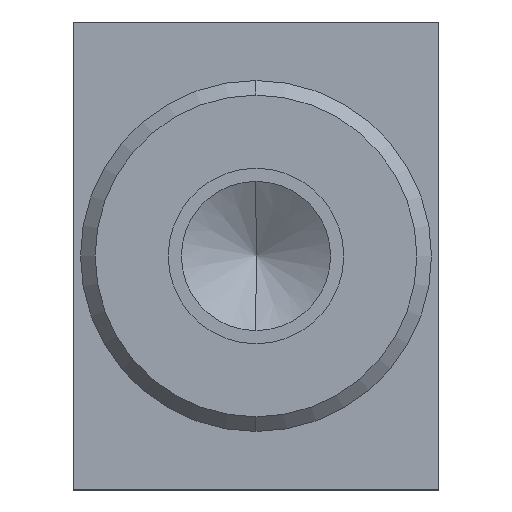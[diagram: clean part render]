
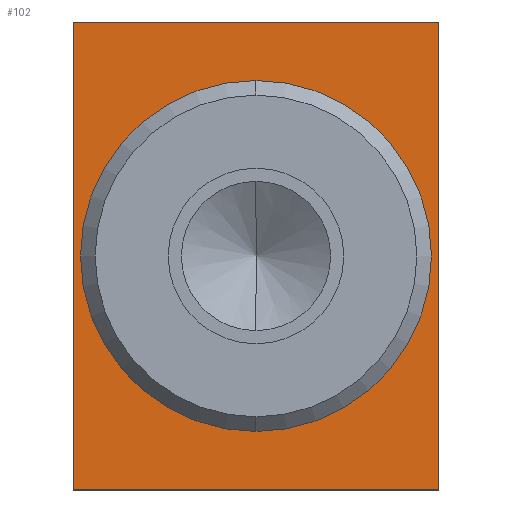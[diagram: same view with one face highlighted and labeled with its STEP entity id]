
A CAD part, left-side view. The second image highlights one B-rep face of the part: STEP entity #102.
In plain terms, the highlighted planar face has unit normal (-1, 0, 0).
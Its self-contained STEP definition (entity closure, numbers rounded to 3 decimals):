
#22 = CIRCLE ( 'NONE', #513, 12. ) ;
#31 = CIRCLE ( 'NONE', #445, 12. ) ;
#66 = EDGE_CURVE ( 'NONE', #130, #186, #607, .T. ) ;
#75 = EDGE_CURVE ( 'NONE', #167, #165, #22, .T. ) ;
#93 = EDGE_CURVE ( 'NONE', #180, #130, #659, .T. ) ;
#102 = ADVANCED_FACE ( 'NONE', ( #405, #381 ), #679, .F. ) ;
#108 = EDGE_CURVE ( 'NONE', #165, #167, #31, .T. ) ;
#111 = EDGE_CURVE ( 'NONE', #184, #186, #702, .T. ) ;
#115 = EDGE_CURVE ( 'NONE', #180, #184, #712, .T. ) ;
#130 = VERTEX_POINT ( 'NONE', #758 ) ;
#164 = EDGE_LOOP ( 'NONE', ( #248, #297 ) ) ;
#165 = VERTEX_POINT ( 'NONE', #759 ) ;
#167 = VERTEX_POINT ( 'NONE', #761 ) ;
#174 = EDGE_LOOP ( 'NONE', ( #214, #238, #257, #274 ) ) ;
#180 = VERTEX_POINT ( 'NONE', #773 ) ;
#184 = VERTEX_POINT ( 'NONE', #777 ) ;
#186 = VERTEX_POINT ( 'NONE', #779 ) ;
#214 = ORIENTED_EDGE ( 'NONE', *, *, #66, .T. ) ;
#238 = ORIENTED_EDGE ( 'NONE', *, *, #111, .F. ) ;
#248 = ORIENTED_EDGE ( 'NONE', *, *, #108, .T. ) ;
#257 = ORIENTED_EDGE ( 'NONE', *, *, #115, .F. ) ;
#274 = ORIENTED_EDGE ( 'NONE', *, *, #93, .T. ) ;
#297 = ORIENTED_EDGE ( 'NONE', *, *, #75, .T. ) ;
#381 = FACE_OUTER_BOUND ( 'NONE', #174, .T. ) ;
#395 = VECTOR ( 'NONE', #714, 1000. ) ;
#405 = FACE_BOUND ( 'NONE', #164, .T. ) ;
#432 = VECTOR ( 'NONE', #609, 1000. ) ;
#441 = VECTOR ( 'NONE', #704, 1000. ) ;
#445 = AXIS2_PLACEMENT_3D ( 'NONE', #692, #693, #694 ) ;
#457 = AXIS2_PLACEMENT_3D ( 'NONE', #686, #687, #688 ) ;
#469 = VECTOR ( 'NONE', #661, 1000. ) ;
#513 = AXIS2_PLACEMENT_3D ( 'NONE', #628, #629, #630 ) ;
#607 = LINE ( 'NONE', #608, #432 ) ;
#608 = CARTESIAN_POINT ( 'NONE',  ( -22., -12.5, -16. ) ) ;
#609 = DIRECTION ( 'NONE',  ( 0., 0., 1. ) ) ;
#628 = CARTESIAN_POINT ( 'NONE',  ( -22., 0., 0. ) ) ;
#629 = DIRECTION ( 'NONE',  ( 1., 0., 0. ) ) ;
#630 = DIRECTION ( 'NONE',  ( 0., 0., -1. ) ) ;
#659 = LINE ( 'NONE', #660, #469 ) ;
#660 = CARTESIAN_POINT ( 'NONE',  ( -22., 12.5, -16. ) ) ;
#661 = DIRECTION ( 'NONE',  ( 0., -1., 0. ) ) ;
#679 = PLANE ( 'NONE',  #457 ) ;
#686 = CARTESIAN_POINT ( 'NONE',  ( -22., 12.5, -16. ) ) ;
#687 = DIRECTION ( 'NONE',  ( 1., 0., 0. ) ) ;
#688 = DIRECTION ( 'NONE',  ( 0., 0., -1. ) ) ;
#692 = CARTESIAN_POINT ( 'NONE',  ( -22., 0., 0. ) ) ;
#693 = DIRECTION ( 'NONE',  ( 1., 0., 0. ) ) ;
#694 = DIRECTION ( 'NONE',  ( 0., 0., -1. ) ) ;
#702 = LINE ( 'NONE', #703, #441 ) ;
#703 = CARTESIAN_POINT ( 'NONE',  ( -22., 12.5, 16. ) ) ;
#704 = DIRECTION ( 'NONE',  ( 0., -1., 0. ) ) ;
#712 = LINE ( 'NONE', #713, #395 ) ;
#713 = CARTESIAN_POINT ( 'NONE',  ( -22., 12.5, -16. ) ) ;
#714 = DIRECTION ( 'NONE',  ( 0., 0., 1. ) ) ;
#758 = CARTESIAN_POINT ( 'NONE',  ( -22., -12.5, -16. ) ) ;
#759 = CARTESIAN_POINT ( 'NONE',  ( -22., 0., -12. ) ) ;
#761 = CARTESIAN_POINT ( 'NONE',  ( -22., 0., 12. ) ) ;
#773 = CARTESIAN_POINT ( 'NONE',  ( -22., 12.5, -16. ) ) ;
#777 = CARTESIAN_POINT ( 'NONE',  ( -22., 12.5, 16. ) ) ;
#779 = CARTESIAN_POINT ( 'NONE',  ( -22., -12.5, 16. ) ) ;
